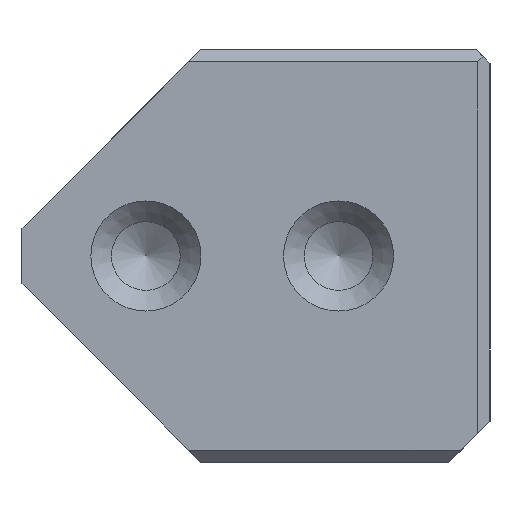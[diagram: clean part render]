
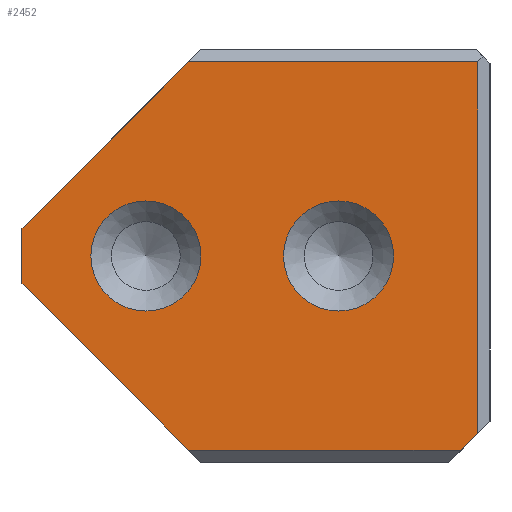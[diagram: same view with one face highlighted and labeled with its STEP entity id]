
A CAD part, left-side view. The second image highlights one B-rep face of the part: STEP entity #2452.
In plain terms, the highlighted planar face has unit normal (-1, 0, 0).
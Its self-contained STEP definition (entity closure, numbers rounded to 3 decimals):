
#2452=ADVANCED_FACE('',(#3331,#3332,#3333),#2819,.T.);
#2819=PLANE('',#8505);
#3052=CIRCLE('',#8503,2.);
#3053=CIRCLE('',#8504,2.);
#3331=FACE_BOUND('',#3524,.T.);
#3332=FACE_BOUND('',#3525,.T.);
#3333=FACE_BOUND('',#3526,.T.);
#3524=EDGE_LOOP('',(#4213));
#3525=EDGE_LOOP('',(#4214));
#3526=EDGE_LOOP('',(#4215,#4216,#4217,#4218,#4219,#4220,#4221));
#4213=ORIENTED_EDGE('',*,*,#6593,.T.);
#4214=ORIENTED_EDGE('',*,*,#6594,.T.);
#4215=ORIENTED_EDGE('',*,*,#6595,.T.);
#4216=ORIENTED_EDGE('',*,*,#6596,.T.);
#4217=ORIENTED_EDGE('',*,*,#6597,.T.);
#4218=ORIENTED_EDGE('',*,*,#6598,.F.);
#4219=ORIENTED_EDGE('',*,*,#6599,.T.);
#4220=ORIENTED_EDGE('',*,*,#6600,.T.);
#4221=ORIENTED_EDGE('',*,*,#6601,.T.);
#5977=VERTEX_POINT('',#10900);
#5978=VERTEX_POINT('',#10902);
#5979=VERTEX_POINT('',#10904);
#5980=VERTEX_POINT('',#10905);
#5981=VERTEX_POINT('',#10907);
#5982=VERTEX_POINT('',#10909);
#5983=VERTEX_POINT('',#10911);
#5984=VERTEX_POINT('',#10913);
#5985=VERTEX_POINT('',#10915);
#6593=EDGE_CURVE('',#5977,#5977,#3052,.T.);
#6594=EDGE_CURVE('',#5978,#5978,#3053,.T.);
#6595=EDGE_CURVE('',#5979,#5980,#7389,.T.);
#6596=EDGE_CURVE('',#5980,#5981,#7390,.T.);
#6597=EDGE_CURVE('',#5981,#5982,#7391,.T.);
#6598=EDGE_CURVE('',#5983,#5982,#7392,.T.);
#6599=EDGE_CURVE('',#5983,#5984,#7393,.T.);
#6600=EDGE_CURVE('',#5984,#5985,#7394,.T.);
#6601=EDGE_CURVE('',#5985,#5979,#7395,.T.);
#7389=LINE('',#10903,#8019);
#7390=LINE('',#10906,#8020);
#7391=LINE('',#10908,#8021);
#7392=LINE('',#10910,#8022);
#7393=LINE('',#10912,#8023);
#7394=LINE('',#10914,#8024);
#7395=LINE('',#10916,#8025);
#8019=VECTOR('',#9029,1.);
#8020=VECTOR('',#9030,1.);
#8021=VECTOR('',#9031,1.);
#8022=VECTOR('',#9032,1.);
#8023=VECTOR('',#9033,1.);
#8024=VECTOR('',#9034,1.);
#8025=VECTOR('',#9035,1.);
#8503=AXIS2_PLACEMENT_3D('',#10899,#9025,#9026);
#8504=AXIS2_PLACEMENT_3D('',#10901,#9027,#9028);
#8505=AXIS2_PLACEMENT_3D('',#10917,#9036,#9037);
#9025=DIRECTION('',(1.,0.,0.));
#9026=DIRECTION('',(0.,0.,-1.));
#9027=DIRECTION('',(1.,0.,0.));
#9028=DIRECTION('',(0.,0.,-1.));
#9029=DIRECTION('',(0.,0.,1.));
#9030=DIRECTION('',(0.,1.,0.));
#9031=DIRECTION('',(0.,0.707,-0.707));
#9032=DIRECTION('',(0.,0.,1.));
#9033=DIRECTION('',(0.,-0.707,-0.707));
#9034=DIRECTION('',(0.,-1.,0.));
#9035=DIRECTION('',(0.,-0.707,0.707));
#9036=DIRECTION('',(-1.,0.,0.));
#9037=DIRECTION('',(0.,0.,-1.));
#10899=CARTESIAN_POINT('',(0.,12.5,7.5));
#10900=CARTESIAN_POINT('',(0.,12.5,5.5));
#10901=CARTESIAN_POINT('',(0.,5.5,7.5));
#10902=CARTESIAN_POINT('',(0.,5.5,5.5));
#10903=CARTESIAN_POINT('',(0.,0.45,0.));
#10904=CARTESIAN_POINT('',(0.,0.45,1.05));
#10905=CARTESIAN_POINT('',(0.,0.45,14.55));
#10906=CARTESIAN_POINT('',(0.,8.5,14.55));
#10907=CARTESIAN_POINT('',(0.,10.95,14.55));
#10908=CARTESIAN_POINT('',(0.,3.858,21.642));
#10909=CARTESIAN_POINT('',(0.,17.,8.5));
#10910=CARTESIAN_POINT('',(0.,17.,0.));
#10911=CARTESIAN_POINT('',(0.,17.,6.5));
#10912=CARTESIAN_POINT('',(0.,18.,7.5));
#10913=CARTESIAN_POINT('',(0.,10.95,0.45));
#10914=CARTESIAN_POINT('',(0.,8.5,0.45));
#10915=CARTESIAN_POINT('',(0.,1.05,0.45));
#10916=CARTESIAN_POINT('',(0.,5.,-3.5));
#10917=CARTESIAN_POINT('',(0.,8.5,0.));
